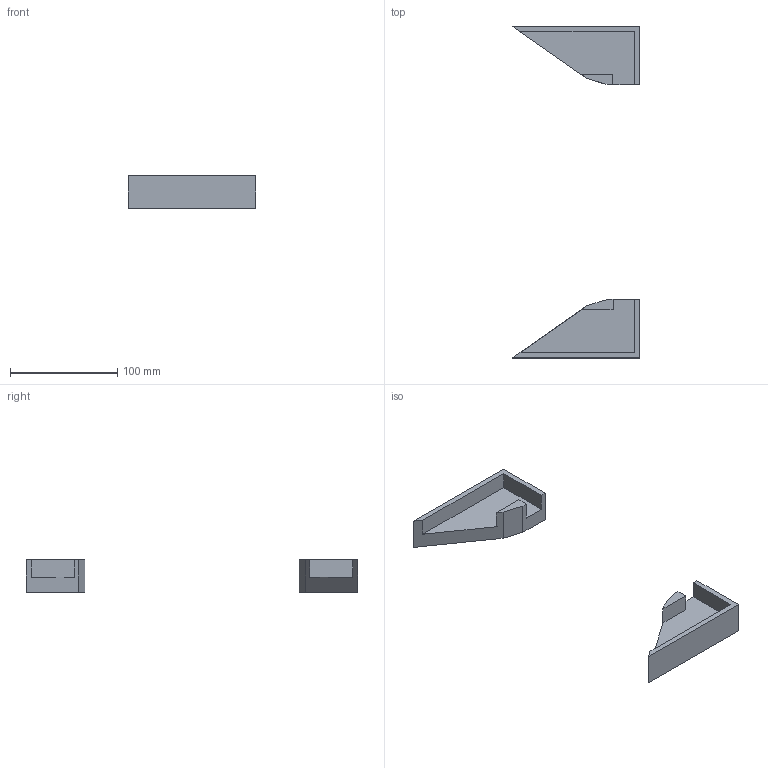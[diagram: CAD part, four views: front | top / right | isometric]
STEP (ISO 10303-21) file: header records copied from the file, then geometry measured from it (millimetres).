
FILE_DESCRIPTION(/* description */ (''),/* implementation_level */ '2;1');
FILE_NAME(/* name */ 'STAND.step',/* time_stamp */ '2025-10-22T17:38:39+05:30',/* author */ (''),/* organization */ (''),/* preprocessor_version */ 'ST-DEVELOPER v20.1',/* originating_system */ 'Autodesk Translation Framework v14.17.0.0',/* authorisation */ '');
FILE_SCHEMA (('AUTOMOTIVE_DESIGN { 1 0 10303 214 3 1 1 }'));
Length unit declared in the file: millimetre
Products named in the file (1): 2025-10-22-17-36-53-291
Bounding box: 119.27 x 310 x 30 mm (x, y, z)
Volume: 154123.5 mm3; surface area: 39588.2 mm2
Topology: 2 solids, 2 shells, 66 faces, 176 edges, 116 vertices
Faces by surface type: plane 66
Entity records: 2047 total; most frequent: CARTESIAN_POINT 359, ORIENTED_EDGE 352, DIRECTION 310, LINE 176, VECTOR 176, EDGE_CURVE 176, VERTEX_POINT 116, EDGE_LOOP 68
